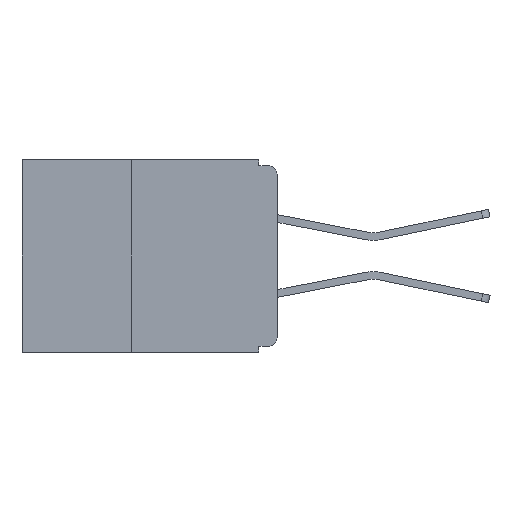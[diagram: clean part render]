
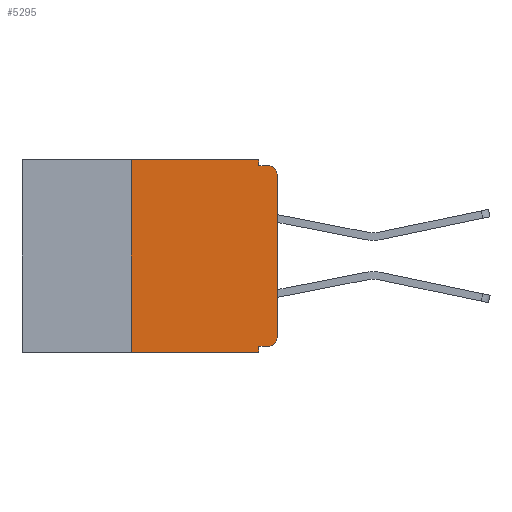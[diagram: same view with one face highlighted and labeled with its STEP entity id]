
A CAD part, left-side view. The second image highlights one B-rep face of the part: STEP entity #5295.
In plain terms, the highlighted planar face has unit normal (-1, 0, 0).
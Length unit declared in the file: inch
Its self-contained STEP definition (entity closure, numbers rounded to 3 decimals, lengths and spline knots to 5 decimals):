
#268 = VERTEX_POINT ( 'NONE', #19263 ) ;
#333 = ORIENTED_EDGE ( 'NONE', *, *, #19444, .T. ) ;
#507 = ORIENTED_EDGE ( 'NONE', *, *, #19633, .T. ) ;
#973 = VERTEX_POINT ( 'NONE', #12673 ) ;
#1214 = VERTEX_POINT ( 'NONE', #17994 ) ;
#1224 = DIRECTION ( 'NONE',  ( 0., 1., 0. ) ) ;
#1507 = VECTOR ( 'NONE', #11022, 39.37008 ) ;
#1684 = LINE ( 'NONE', #4861, #17496 ) ;
#1744 = CARTESIAN_POINT ( 'NONE',  ( 0., 0., 0. ) ) ;
#1995 = EDGE_CURVE ( 'NONE', #973, #15034, #18810, .T. ) ;
#2180 = EDGE_CURVE ( 'NONE', #16536, #9314, #19503, .T. ) ;
#2468 = AXIS2_PLACEMENT_3D ( 'NONE', #6395, #18553, #9507 ) ;
#3034 = VECTOR ( 'NONE', #5019, 39.37008 ) ;
#3259 = VECTOR ( 'NONE', #17022, 39.37008 ) ;
#3534 = DIRECTION ( 'NONE',  ( 0., -1., 0. ) ) ;
#3660 = ORIENTED_EDGE ( 'NONE', *, *, #8089, .F. ) ;
#3907 = VERTEX_POINT ( 'NONE', #16883 ) ;
#3947 = CARTESIAN_POINT ( 'NONE',  ( 0., 0.25, 0. ) ) ;
#4127 = FACE_OUTER_BOUND ( 'NONE', #5576, .T. ) ;
#4232 = CARTESIAN_POINT ( 'NONE',  ( 0., 0.015, -0.305 ) ) ;
#4861 = CARTESIAN_POINT ( 'NONE',  ( 0., 0.25, -0.33 ) ) ;
#5003 = EDGE_CURVE ( 'NONE', #268, #7045, #13548, .T. ) ;
#5019 = DIRECTION ( 'NONE',  ( 0., 0., -1. ) ) ;
#5180 = CARTESIAN_POINT ( 'NONE',  ( 0., 0.031, 0. ) ) ;
#5295 = ADVANCED_FACE ( 'NONE', ( #4127 ), #7918, .F. ) ;
#5446 = CARTESIAN_POINT ( 'NONE',  ( 0., 0.437, 0. ) ) ;
#5514 = VECTOR ( 'NONE', #13134, 39.37008 ) ;
#5576 = EDGE_LOOP ( 'NONE', ( #8520, #507, #15241, #8914, #3660, #5788, #333, #7044, #9496, #13764 ) ) ;
#5712 = CARTESIAN_POINT ( 'NONE',  ( 0., 0.015, -0.025 ) ) ;
#5788 = ORIENTED_EDGE ( 'NONE', *, *, #10823, .F. ) ;
#5795 = DIRECTION ( 'NONE',  ( 0., 0., -1. ) ) ;
#5967 = AXIS2_PLACEMENT_3D ( 'NONE', #4232, #14969, #5795 ) ;
#6395 = CARTESIAN_POINT ( 'NONE',  ( 0., 0.437, 0. ) ) ;
#6814 = CARTESIAN_POINT ( 'NONE',  ( 0., 0.031, -0.01 ) ) ;
#7044 = ORIENTED_EDGE ( 'NONE', *, *, #2180, .F. ) ;
#7045 = VERTEX_POINT ( 'NONE', #13733 ) ;
#7248 = DIRECTION ( 'NONE',  ( 0., 0., -1. ) ) ;
#7918 = PLANE ( 'NONE',  #2468 ) ;
#8089 = EDGE_CURVE ( 'NONE', #11622, #973, #9621, .T. ) ;
#8118 = LINE ( 'NONE', #18090, #12251 ) ;
#8520 = ORIENTED_EDGE ( 'NONE', *, *, #15483, .T. ) ;
#8914 = ORIENTED_EDGE ( 'NONE', *, *, #1995, .F. ) ;
#8970 = CARTESIAN_POINT ( 'NONE',  ( 0., 0.031, -0.32 ) ) ;
#9314 = VERTEX_POINT ( 'NONE', #14982 ) ;
#9496 = ORIENTED_EDGE ( 'NONE', *, *, #13363, .F. ) ;
#9507 = DIRECTION ( 'NONE',  ( 0., 0., -1. ) ) ;
#9621 = LINE ( 'NONE', #5446, #5514 ) ;
#10733 = LINE ( 'NONE', #1744, #1507 ) ;
#10823 = EDGE_CURVE ( 'NONE', #12918, #11622, #1684, .T. ) ;
#11022 = DIRECTION ( 'NONE',  ( 0., 0., 1. ) ) ;
#11622 = VERTEX_POINT ( 'NONE', #3947 ) ;
#12251 = VECTOR ( 'NONE', #1224, 39.37008 ) ;
#12398 = CIRCLE ( 'NONE', #17438, 0.015 ) ;
#12501 = CARTESIAN_POINT ( 'NONE',  ( 0., 0.25, -0.33 ) ) ;
#12673 = CARTESIAN_POINT ( 'NONE',  ( 0., 0.031, 0. ) ) ;
#12918 = VERTEX_POINT ( 'NONE', #12501 ) ;
#13134 = DIRECTION ( 'NONE',  ( 0., -1., 0. ) ) ;
#13363 = EDGE_CURVE ( 'NONE', #268, #16536, #8118, .T. ) ;
#13415 = EDGE_CURVE ( 'NONE', #15034, #1214, #15767, .T. ) ;
#13548 = CIRCLE ( 'NONE', #5967, 0.015 ) ;
#13733 = CARTESIAN_POINT ( 'NONE',  ( 0., 0., -0.305 ) ) ;
#13764 = ORIENTED_EDGE ( 'NONE', *, *, #5003, .T. ) ;
#14823 = VECTOR ( 'NONE', #19748, 39.37008 ) ;
#14969 = DIRECTION ( 'NONE',  ( -1., 0., 0. ) ) ;
#14982 = CARTESIAN_POINT ( 'NONE',  ( 0., 0.031, -0.33 ) ) ;
#15034 = VERTEX_POINT ( 'NONE', #6814 ) ;
#15241 = ORIENTED_EDGE ( 'NONE', *, *, #13415, .F. ) ;
#15483 = EDGE_CURVE ( 'NONE', #7045, #3907, #10733, .T. ) ;
#15647 = DIRECTION ( 'NONE',  ( 0., 0., 1. ) ) ;
#15690 = LINE ( 'NONE', #18902, #16168 ) ;
#15767 = LINE ( 'NONE', #18224, #14823 ) ;
#16168 = VECTOR ( 'NONE', #3534, 39.37008 ) ;
#16381 = DIRECTION ( 'NONE',  ( -1., 0., 0. ) ) ;
#16536 = VERTEX_POINT ( 'NONE', #8970 ) ;
#16883 = CARTESIAN_POINT ( 'NONE',  ( 0., 0., -0.025 ) ) ;
#17022 = DIRECTION ( 'NONE',  ( 0., 0., -1. ) ) ;
#17438 = AXIS2_PLACEMENT_3D ( 'NONE', #5712, #16381, #7248 ) ;
#17496 = VECTOR ( 'NONE', #15647, 39.37008 ) ;
#17914 = CARTESIAN_POINT ( 'NONE',  ( 0., 0.031, -0.33 ) ) ;
#17994 = CARTESIAN_POINT ( 'NONE',  ( 0., 0.015, -0.01 ) ) ;
#18090 = CARTESIAN_POINT ( 'NONE',  ( 0., 0., -0.32 ) ) ;
#18224 = CARTESIAN_POINT ( 'NONE',  ( 0., 0., -0.01 ) ) ;
#18553 = DIRECTION ( 'NONE',  ( 1., 0., 0. ) ) ;
#18810 = LINE ( 'NONE', #5180, #3034 ) ;
#18902 = CARTESIAN_POINT ( 'NONE',  ( 0., 0.437, -0.33 ) ) ;
#19263 = CARTESIAN_POINT ( 'NONE',  ( 0., 0.015, -0.32 ) ) ;
#19444 = EDGE_CURVE ( 'NONE', #12918, #9314, #15690, .T. ) ;
#19503 = LINE ( 'NONE', #17914, #3259 ) ;
#19633 = EDGE_CURVE ( 'NONE', #3907, #1214, #12398, .T. ) ;
#19748 = DIRECTION ( 'NONE',  ( 0., -1., 0. ) ) ;
